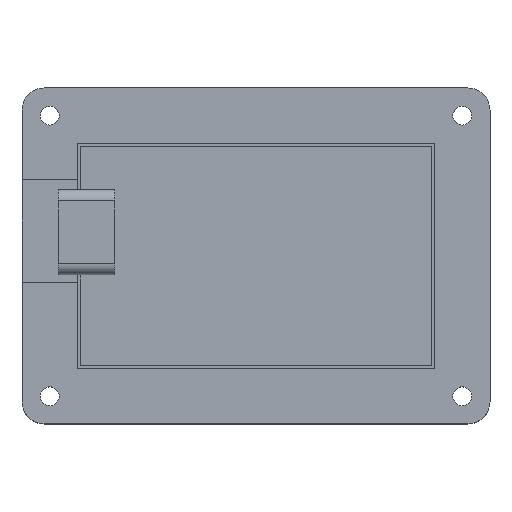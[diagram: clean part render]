
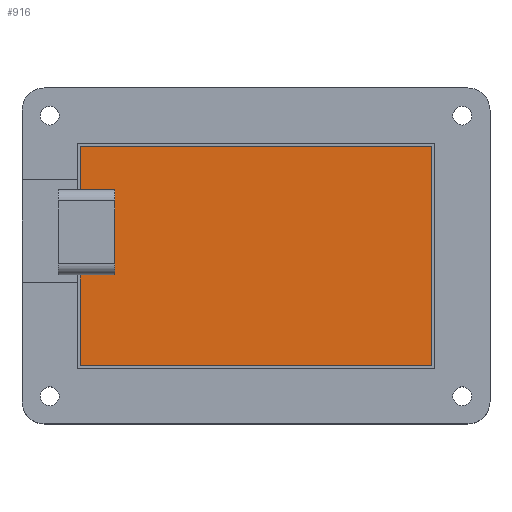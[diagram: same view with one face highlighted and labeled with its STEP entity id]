
A CAD part, top view. The second image highlights one B-rep face of the part: STEP entity #916.
In plain terms, the highlighted planar face has unit normal (0, 0, 1).
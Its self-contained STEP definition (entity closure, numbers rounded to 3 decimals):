
#60=PLANE('',#1023);
#112=FACE_OUTER_BOUND('',#176,.T.);
#176=EDGE_LOOP('',(#827,#828,#829,#830,#831,#832,#833,#834));
#185=LINE('',#1324,#271);
#252=LINE('',#1536,#338);
#256=LINE('',#1543,#342);
#257=LINE('',#1545,#343);
#258=LINE('',#1547,#344);
#259=LINE('',#1550,#345);
#260=LINE('',#1552,#346);
#261=LINE('',#1553,#347);
#271=VECTOR('',#1047,10.);
#338=VECTOR('',#1274,10.);
#342=VECTOR('',#1278,10.);
#343=VECTOR('',#1281,10.);
#344=VECTOR('',#1284,10.);
#345=VECTOR('',#1287,10.);
#346=VECTOR('',#1288,10.);
#347=VECTOR('',#1289,10.);
#399=VERTEX_POINT('',#1321);
#400=VERTEX_POINT('',#1323);
#405=VERTEX_POINT('',#1338);
#406=VERTEX_POINT('',#1340);
#465=VERTEX_POINT('',#1535);
#468=VERTEX_POINT('',#1541);
#469=VERTEX_POINT('',#1549);
#470=VERTEX_POINT('',#1551);
#480=EDGE_CURVE('',#400,#399,#185,.T.);
#584=EDGE_CURVE('',#465,#405,#252,.T.);
#588=EDGE_CURVE('',#406,#468,#256,.T.);
#589=EDGE_CURVE('',#405,#400,#257,.T.);
#590=EDGE_CURVE('',#399,#406,#258,.T.);
#591=EDGE_CURVE('',#468,#469,#259,.T.);
#592=EDGE_CURVE('',#469,#470,#260,.T.);
#593=EDGE_CURVE('',#470,#465,#261,.T.);
#827=ORIENTED_EDGE('',*,*,#589,.T.);
#828=ORIENTED_EDGE('',*,*,#480,.T.);
#829=ORIENTED_EDGE('',*,*,#590,.T.);
#830=ORIENTED_EDGE('',*,*,#588,.T.);
#831=ORIENTED_EDGE('',*,*,#591,.T.);
#832=ORIENTED_EDGE('',*,*,#592,.T.);
#833=ORIENTED_EDGE('',*,*,#593,.T.);
#834=ORIENTED_EDGE('',*,*,#584,.T.);
#916=ADVANCED_FACE('',(#112),#60,.T.);
#1023=AXIS2_PLACEMENT_3D('',#1548,#1285,#1286);
#1047=DIRECTION('',(0.,-1.,0.));
#1274=DIRECTION('',(0.,-1.,0.));
#1278=DIRECTION('',(0.,-1.,0.));
#1281=DIRECTION('',(1.,0.,0.));
#1284=DIRECTION('',(-1.,0.,0.));
#1285=DIRECTION('center_axis',(0.,0.,1.));
#1286=DIRECTION('ref_axis',(1.,0.,0.));
#1287=DIRECTION('',(1.,0.,0.));
#1288=DIRECTION('',(0.,1.,0.));
#1289=DIRECTION('',(-1.,0.,0.));
#1321=CARTESIAN_POINT('',(6.73,-23.718,5.5));
#1323=CARTESIAN_POINT('',(6.73,-8.365,5.5));
#1324=CARTESIAN_POINT('',(6.73,-22.009,5.5));
#1338=CARTESIAN_POINT('',(0.5,-8.365,5.5));
#1340=CARTESIAN_POINT('',(0.5,-23.718,5.5));
#1535=CARTESIAN_POINT('',(0.5,-0.5,5.5));
#1536=CARTESIAN_POINT('',(0.5,-10.4,5.5));
#1541=CARTESIAN_POINT('',(0.5,-40.1,5.5));
#1543=CARTESIAN_POINT('',(0.5,-10.4,5.5));
#1545=CARTESIAN_POINT('',(19.465,-8.365,5.5));
#1547=CARTESIAN_POINT('',(16.35,-23.718,5.5));
#1548=CARTESIAN_POINT('Origin',(32.2,-20.3,5.5));
#1549=CARTESIAN_POINT('',(63.9,-40.1,5.5));
#1550=CARTESIAN_POINT('',(0.5,-40.1,5.5));
#1551=CARTESIAN_POINT('',(63.9,-0.5,5.5));
#1552=CARTESIAN_POINT('',(63.9,-40.1,5.5));
#1553=CARTESIAN_POINT('',(63.9,-0.5,5.5));
